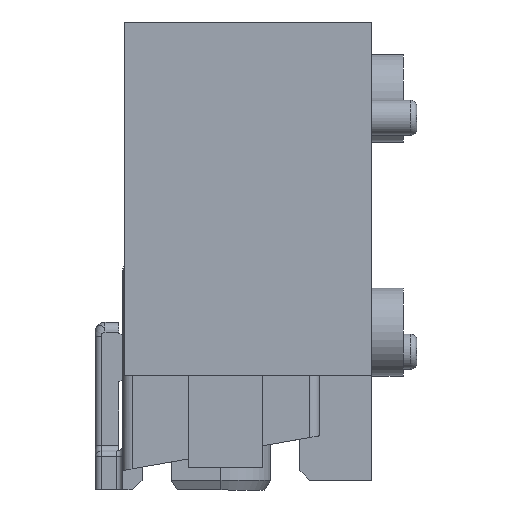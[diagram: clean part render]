
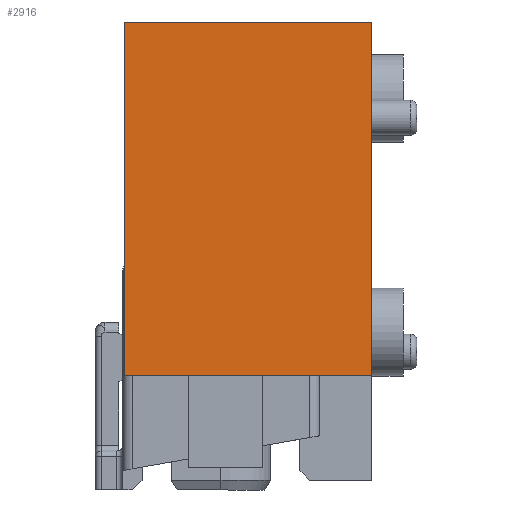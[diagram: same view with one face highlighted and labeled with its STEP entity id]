
A CAD part, left-side view. The second image highlights one B-rep face of the part: STEP entity #2916.
In plain terms, the highlighted planar face has unit normal (-1, 0, 0).
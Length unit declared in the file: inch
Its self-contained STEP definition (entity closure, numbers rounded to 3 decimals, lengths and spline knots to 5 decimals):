
#271=FACE_OUTER_BOUND('',#437,.T.);
#437=EDGE_LOOP('',(#1946,#1947,#1948,#1949));
#625=LINE('',#4389,#914);
#626=LINE('',#4391,#915);
#627=LINE('',#4393,#916);
#628=LINE('',#4394,#917);
#914=VECTOR('',#3474,0.71402);
#915=VECTOR('',#3475,0.5);
#916=VECTOR('',#3476,0.71402);
#917=VECTOR('',#3477,0.5);
#1199=VERTEX_POINT('',#4387);
#1200=VERTEX_POINT('',#4388);
#1201=VERTEX_POINT('',#4390);
#1202=VERTEX_POINT('',#4392);
#1494=EDGE_CURVE('',#1199,#1200,#625,.T.);
#1495=EDGE_CURVE('',#1201,#1199,#626,.T.);
#1496=EDGE_CURVE('',#1201,#1202,#627,.T.);
#1497=EDGE_CURVE('',#1200,#1202,#628,.T.);
#1946=ORIENTED_EDGE('',*,*,#1494,.F.);
#1947=ORIENTED_EDGE('',*,*,#1495,.F.);
#1948=ORIENTED_EDGE('',*,*,#1496,.T.);
#1949=ORIENTED_EDGE('',*,*,#1497,.F.);
#2819=PLANE('',#3141);
#2916=ADVANCED_FACE('',(#271),#2819,.T.);
#3141=AXIS2_PLACEMENT_3D('',#4386,#3472,#3473);
#3472=DIRECTION('center_axis',(-1.,0.,0.));
#3473=DIRECTION('ref_axis',(0.,0.,1.));
#3474=DIRECTION('',(0.,0.,1.));
#3475=DIRECTION('',(0.,1.,0.));
#3476=DIRECTION('',(0.,0.,1.));
#3477=DIRECTION('',(0.,-1.,0.));
#4386=CARTESIAN_POINT('Origin',(-1.1625,0.,-1.61496));
#4387=CARTESIAN_POINT('',(-1.1625,0.5,-1.61496));
#4388=CARTESIAN_POINT('',(-1.1625,0.5,-0.90094));
#4389=CARTESIAN_POINT('',(-1.1625,0.5,-1.61496));
#4390=CARTESIAN_POINT('',(-1.1625,0.,-1.61496));
#4391=CARTESIAN_POINT('',(-1.1625,0.,-1.61496));
#4392=CARTESIAN_POINT('',(-1.1625,0.,-0.90094));
#4393=CARTESIAN_POINT('',(-1.1625,0.,-1.61496));
#4394=CARTESIAN_POINT('',(-1.1625,0.5,-0.90094));
